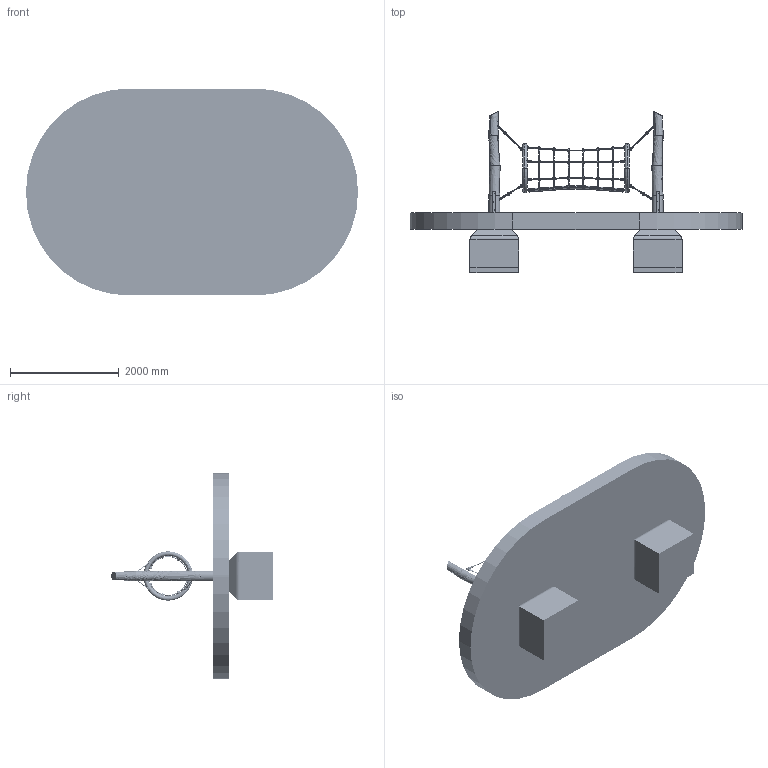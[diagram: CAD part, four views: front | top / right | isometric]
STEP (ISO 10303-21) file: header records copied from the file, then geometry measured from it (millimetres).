
FILE_DESCRIPTION (( 'STEP AP214' ), '1' );
FILE_NAME ('4960-1-R komplett.STEP', '2014-07-03T06:21:05', ( '' ), ( '' ), 'SwSTEP 2.0', 'SolidWorks 2014', '' );
FILE_SCHEMA (( 'AUTOMOTIVE_DESIGN' ));
Length unit declared in the file: millimetre
Products named in the file (22): Seil203-4960-1-R; SchakelM10-4960-1-R; 4960-1-R komplett; Kausche-blau-4960-1-R; Fingerschutz-4960-1-R; 2-Augen-Schäkel-4960-1-R; 6er-Kette-4960-1-R; Kettenadapter-mit-Kette-4960-1-R; 6er-Kettenglied-4960-1-R; Kettenadapter-4960-1-R; Seilhalter-4960-1R; Knotenkugel-4960-1-R; Ring-4960-1-R; Tunnel 4960-1-R_Standard<Wie bearbeitet>; Vordere Scheibe; Hintere Scheibe; Sicherheitslache 4960-1-R; Robieniepfosten_4960-1-R; Seil323-4960-1-R; Sicherheitsbereich 4960-1-R; Kausche-rot-4960-1-R; Fundamente 4960-1-R
Assembly tree (159 placements, depth 3):
  4960-1-R komplett
    Fundamente 4960-1-R
    Sicherheitsbereich 4960-1-R
    Robieniepfosten_4960-1-R  x2
    Sicherheitslache 4960-1-R  x4
    Hintere Scheibe  x4
    Vordere Scheibe  x4
    Tunnel 4960-1-R_Standard<Wie bearbeitet>
    Ring-4960-1-R  x2
    Knotenkugel-4960-1-R  x48
    Seilhalter-4960-1R  x2
    Kettenadapter-mit-Kette-4960-1-R  x16
      Kettenadapter-4960-1-R
      6er-Kettenglied-4960-1-R
    6er-Kette-4960-1-R  x24
      6er-Kettenglied-4960-1-R
    6er-Kettenglied-4960-1-R  x4
    2-Augen-Schäkel-4960-1-R  x4
    Fingerschutz-4960-1-R  x4
    Kausche-blau-4960-1-R  x8
    SchakelM10-4960-1-R  x8
    Seil203-4960-1-R  x4
    Kausche-rot-4960-1-R  x8
    Seil323-4960-1-R  x4
Bounding box: 6100 x 2973.38 x 3800 mm (x, y, z)
Volume: 7505135780.6 mm3; surface area: 65450914.7 mm2
Topology: 253 solids, 253 shells, 6477 faces, 15406 edges, 9019 vertices
Faces by surface type: cylinder 2714, torus 1843, plane 1072, bspline 456, sphere 216, cone 176
Entity records: 49999 total; most frequent: CARTESIAN_POINT 22925, ORIENTED_EDGE 5030, DIRECTION 4556, EDGE_CURVE 2515, AXIS2_PLACEMENT_3D 1906, VERTEX_POINT 1533, EDGE_LOOP 1058, ADVANCED_FACE 996
